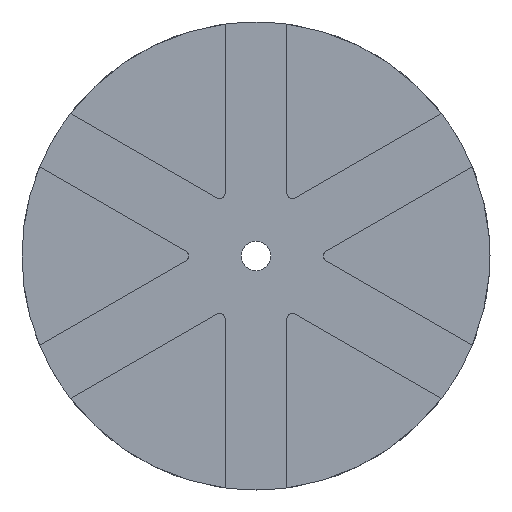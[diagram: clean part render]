
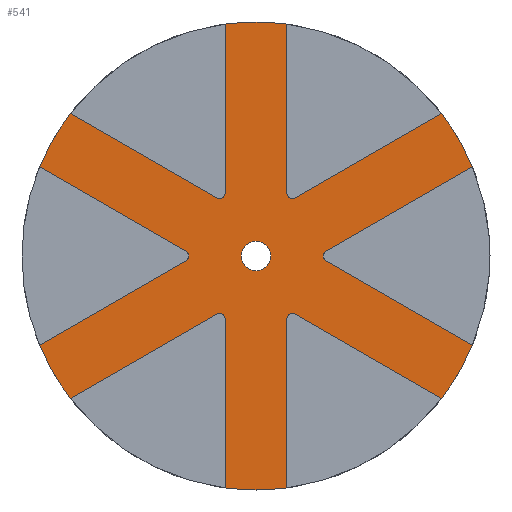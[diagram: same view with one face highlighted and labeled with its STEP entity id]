
A CAD part, front view. The second image highlights one B-rep face of the part: STEP entity #541.
In plain terms, the highlighted planar face has unit normal (0, -1, 0).
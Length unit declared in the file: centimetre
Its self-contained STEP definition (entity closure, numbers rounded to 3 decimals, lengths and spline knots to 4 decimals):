
#15=FACE_BOUND('',#90,.T.);
#35=PLANE('',#602);
#61=FACE_OUTER_BOUND('',#89,.T.);
#89=EDGE_LOOP('',(#450,#451,#452,#453,#454,#455,#456,#457,#458,#459,#460,
#461,#462,#463,#464,#465,#466,#467,#468,#469,#470,#471,#472,#473));
#90=EDGE_LOOP('',(#474));
#99=LINE('',#797,#149);
#105=LINE('',#816,#155);
#111=LINE('',#837,#161);
#117=LINE('',#856,#167);
#123=LINE('',#875,#173);
#129=LINE('',#894,#179);
#132=LINE('',#899,#182);
#134=LINE('',#903,#184);
#136=LINE('',#907,#186);
#138=LINE('',#911,#188);
#140=LINE('',#915,#190);
#142=LINE('',#919,#192);
#149=VECTOR('',#633,1.);
#155=VECTOR('',#651,1.);
#161=VECTOR('',#671,1.);
#167=VECTOR('',#689,1.);
#173=VECTOR('',#707,1.);
#179=VECTOR('',#725,1.);
#182=VECTOR('',#730,1.);
#184=VECTOR('',#734,1.);
#186=VECTOR('',#738,1.);
#188=VECTOR('',#742,1.);
#190=VECTOR('',#746,1.);
#192=VECTOR('',#750,1.);
#196=CIRCLE('',#561,0.1588);
#199=CIRCLE('',#567,0.1588);
#202=CIRCLE('',#573,0.1588);
#206=CIRCLE('',#580,0.1588);
#209=CIRCLE('',#586,0.1588);
#212=CIRCLE('',#592,0.1588);
#214=CIRCLE('',#603,6.35);
#215=CIRCLE('',#604,6.35);
#216=CIRCLE('',#605,6.35);
#217=CIRCLE('',#606,6.35);
#218=CIRCLE('',#607,6.35);
#219=CIRCLE('',#608,6.35);
#220=CIRCLE('',#609,0.3969);
#225=VERTEX_POINT('',#784);
#226=VERTEX_POINT('',#786);
#229=VERTEX_POINT('',#796);
#232=VERTEX_POINT('',#803);
#233=VERTEX_POINT('',#805);
#236=VERTEX_POINT('',#815);
#239=VERTEX_POINT('',#822);
#240=VERTEX_POINT('',#824);
#244=VERTEX_POINT('',#836);
#247=VERTEX_POINT('',#843);
#248=VERTEX_POINT('',#845);
#251=VERTEX_POINT('',#855);
#254=VERTEX_POINT('',#862);
#255=VERTEX_POINT('',#864);
#258=VERTEX_POINT('',#874);
#261=VERTEX_POINT('',#881);
#262=VERTEX_POINT('',#883);
#265=VERTEX_POINT('',#893);
#266=VERTEX_POINT('',#897);
#267=VERTEX_POINT('',#901);
#268=VERTEX_POINT('',#905);
#269=VERTEX_POINT('',#909);
#270=VERTEX_POINT('',#913);
#271=VERTEX_POINT('',#917);
#272=VERTEX_POINT('',#927);
#277=EDGE_CURVE('',#225,#226,#196,.F.);
#282=EDGE_CURVE('',#226,#229,#99,.T.);
#286=EDGE_CURVE('',#232,#233,#199,.F.);
#291=EDGE_CURVE('',#233,#236,#105,.T.);
#295=EDGE_CURVE('',#239,#240,#202,.F.);
#301=EDGE_CURVE('',#240,#244,#111,.T.);
#305=EDGE_CURVE('',#247,#248,#206,.F.);
#310=EDGE_CURVE('',#248,#251,#117,.T.);
#314=EDGE_CURVE('',#254,#255,#209,.F.);
#319=EDGE_CURVE('',#255,#258,#123,.T.);
#323=EDGE_CURVE('',#261,#262,#212,.F.);
#328=EDGE_CURVE('',#262,#265,#129,.T.);
#331=EDGE_CURVE('',#266,#225,#132,.T.);
#333=EDGE_CURVE('',#267,#232,#134,.T.);
#335=EDGE_CURVE('',#268,#239,#136,.T.);
#337=EDGE_CURVE('',#269,#247,#138,.T.);
#339=EDGE_CURVE('',#270,#254,#140,.T.);
#341=EDGE_CURVE('',#271,#261,#142,.T.);
#342=EDGE_CURVE('',#229,#271,#214,.T.);
#343=EDGE_CURVE('',#236,#266,#215,.T.);
#344=EDGE_CURVE('',#244,#267,#216,.T.);
#345=EDGE_CURVE('',#251,#268,#217,.T.);
#346=EDGE_CURVE('',#258,#269,#218,.T.);
#347=EDGE_CURVE('',#265,#270,#219,.T.);
#348=EDGE_CURVE('',#272,#272,#220,.T.);
#450=ORIENTED_EDGE('',*,*,#342,.F.);
#451=ORIENTED_EDGE('',*,*,#282,.F.);
#452=ORIENTED_EDGE('',*,*,#277,.F.);
#453=ORIENTED_EDGE('',*,*,#331,.F.);
#454=ORIENTED_EDGE('',*,*,#343,.F.);
#455=ORIENTED_EDGE('',*,*,#291,.F.);
#456=ORIENTED_EDGE('',*,*,#286,.F.);
#457=ORIENTED_EDGE('',*,*,#333,.F.);
#458=ORIENTED_EDGE('',*,*,#344,.F.);
#459=ORIENTED_EDGE('',*,*,#301,.F.);
#460=ORIENTED_EDGE('',*,*,#295,.F.);
#461=ORIENTED_EDGE('',*,*,#335,.F.);
#462=ORIENTED_EDGE('',*,*,#345,.F.);
#463=ORIENTED_EDGE('',*,*,#310,.F.);
#464=ORIENTED_EDGE('',*,*,#305,.F.);
#465=ORIENTED_EDGE('',*,*,#337,.F.);
#466=ORIENTED_EDGE('',*,*,#346,.F.);
#467=ORIENTED_EDGE('',*,*,#319,.F.);
#468=ORIENTED_EDGE('',*,*,#314,.F.);
#469=ORIENTED_EDGE('',*,*,#339,.F.);
#470=ORIENTED_EDGE('',*,*,#347,.F.);
#471=ORIENTED_EDGE('',*,*,#328,.F.);
#472=ORIENTED_EDGE('',*,*,#323,.F.);
#473=ORIENTED_EDGE('',*,*,#341,.F.);
#474=ORIENTED_EDGE('',*,*,#348,.F.);
#541=ADVANCED_FACE('',(#61,#15),#35,.F.);
#561=AXIS2_PLACEMENT_3D('',#787,#622,#623);
#567=AXIS2_PLACEMENT_3D('',#806,#640,#641);
#573=AXIS2_PLACEMENT_3D('',#825,#658,#659);
#580=AXIS2_PLACEMENT_3D('',#846,#678,#679);
#586=AXIS2_PLACEMENT_3D('',#865,#696,#697);
#592=AXIS2_PLACEMENT_3D('',#884,#714,#715);
#602=AXIS2_PLACEMENT_3D('',#920,#751,#752);
#603=AXIS2_PLACEMENT_3D('',#921,#753,#754);
#604=AXIS2_PLACEMENT_3D('',#922,#755,#756);
#605=AXIS2_PLACEMENT_3D('',#923,#757,#758);
#606=AXIS2_PLACEMENT_3D('',#924,#759,#760);
#607=AXIS2_PLACEMENT_3D('',#925,#761,#762);
#608=AXIS2_PLACEMENT_3D('',#926,#763,#764);
#609=AXIS2_PLACEMENT_3D('',#928,#765,#766);
#622=DIRECTION('center_axis',(0.,1.,0.));
#623=DIRECTION('ref_axis',(-0.5,0.,-0.866));
#633=DIRECTION('',(0.866,0.,0.5));
#640=DIRECTION('center_axis',(0.,1.,0.));
#641=DIRECTION('ref_axis',(0.5,0.,-0.866));
#651=DIRECTION('',(0.,0.,1.));
#658=DIRECTION('center_axis',(0.,1.,0.));
#659=DIRECTION('ref_axis',(1.,0.,0.));
#671=DIRECTION('',(-0.866,0.,0.5));
#678=DIRECTION('center_axis',(0.,1.,0.));
#679=DIRECTION('ref_axis',(0.5,0.,0.866));
#689=DIRECTION('',(-0.866,0.,-0.5));
#696=DIRECTION('center_axis',(0.,1.,0.));
#697=DIRECTION('ref_axis',(-0.5,0.,0.866));
#707=DIRECTION('',(0.,0.,-1.));
#714=DIRECTION('center_axis',(0.,1.,0.));
#715=DIRECTION('ref_axis',(-1.,0.,0.));
#725=DIRECTION('',(0.866,0.,-0.5));
#730=DIRECTION('',(0.,0.,-1.));
#734=DIRECTION('',(0.866,0.,-0.5));
#738=DIRECTION('',(0.866,0.,0.5));
#742=DIRECTION('',(0.,0.,1.));
#746=DIRECTION('',(-0.866,0.,0.5));
#750=DIRECTION('',(-0.866,0.,-0.5));
#751=DIRECTION('center_axis',(0.,1.,0.));
#752=DIRECTION('ref_axis',(1.,0.,0.));
#753=DIRECTION('center_axis',(0.,1.,0.));
#754=DIRECTION('ref_axis',(1.,0.,0.));
#755=DIRECTION('center_axis',(0.,1.,0.));
#756=DIRECTION('ref_axis',(1.,0.,0.));
#757=DIRECTION('center_axis',(0.,1.,0.));
#758=DIRECTION('ref_axis',(1.,0.,0.));
#759=DIRECTION('center_axis',(0.,1.,0.));
#760=DIRECTION('ref_axis',(1.,0.,0.));
#761=DIRECTION('center_axis',(0.,1.,0.));
#762=DIRECTION('ref_axis',(1.,0.,0.));
#763=DIRECTION('center_axis',(0.,1.,0.));
#764=DIRECTION('ref_axis',(1.,0.,0.));
#765=DIRECTION('center_axis',(0.,-1.,0.));
#766=DIRECTION('ref_axis',(1.,0.,0.));
#784=CARTESIAN_POINT('',(0.8334,0.9525,1.7185));
#786=CARTESIAN_POINT('',(1.0716,0.9525,1.581));
#787=CARTESIAN_POINT('Origin',(0.9922,0.9525,1.7185));
#796=CARTESIAN_POINT('',(5.035,0.9525,3.8693));
#797=CARTESIAN_POINT('',(-6.1932,0.9525,-2.6133));
#803=CARTESIAN_POINT('',(-1.0716,0.9525,1.581));
#805=CARTESIAN_POINT('',(-0.8334,0.9525,1.7185));
#806=CARTESIAN_POINT('Origin',(-0.9922,0.9525,1.7185));
#815=CARTESIAN_POINT('',(-0.8334,0.9525,6.2951));
#816=CARTESIAN_POINT('',(-0.8334,0.9525,-6.6701));
#822=CARTESIAN_POINT('',(-1.905,0.9525,-0.1375));
#824=CARTESIAN_POINT('',(-1.905,0.9525,0.1375));
#825=CARTESIAN_POINT('Origin',(-1.9844,0.9525,0.));
#836=CARTESIAN_POINT('',(-5.8684,0.9525,2.4258));
#837=CARTESIAN_POINT('',(5.3598,0.9525,-4.0568));
#843=CARTESIAN_POINT('',(-0.8334,0.9525,-1.7185));
#845=CARTESIAN_POINT('',(-1.0716,0.9525,-1.581));
#846=CARTESIAN_POINT('Origin',(-0.9922,0.9525,-1.7185));
#855=CARTESIAN_POINT('',(-5.035,0.9525,-3.8693));
#856=CARTESIAN_POINT('',(6.1932,0.9525,2.6133));
#862=CARTESIAN_POINT('',(1.0716,0.9525,-1.581));
#864=CARTESIAN_POINT('',(0.8334,0.9525,-1.7185));
#865=CARTESIAN_POINT('Origin',(0.9922,0.9525,-1.7185));
#874=CARTESIAN_POINT('',(0.8334,0.9525,-6.2951));
#875=CARTESIAN_POINT('',(0.8334,0.9525,6.6701));
#881=CARTESIAN_POINT('',(1.905,0.9525,0.1375));
#883=CARTESIAN_POINT('',(1.905,0.9525,-0.1375));
#884=CARTESIAN_POINT('Origin',(1.9844,0.9525,0.));
#893=CARTESIAN_POINT('',(5.8684,0.9525,-2.4258));
#894=CARTESIAN_POINT('',(-5.3598,0.9525,4.0568));
#897=CARTESIAN_POINT('',(0.8334,0.9525,6.2951));
#899=CARTESIAN_POINT('',(0.8334,0.9525,6.6701));
#901=CARTESIAN_POINT('',(-5.035,0.9525,3.8693));
#903=CARTESIAN_POINT('',(-5.3598,0.9525,4.0568));
#905=CARTESIAN_POINT('',(-5.8684,0.9525,-2.4258));
#907=CARTESIAN_POINT('',(-6.1932,0.9525,-2.6133));
#909=CARTESIAN_POINT('',(-0.8334,0.9525,-6.2951));
#911=CARTESIAN_POINT('',(-0.8334,0.9525,-6.6701));
#913=CARTESIAN_POINT('',(5.035,0.9525,-3.8693));
#915=CARTESIAN_POINT('',(5.3598,0.9525,-4.0568));
#917=CARTESIAN_POINT('',(5.8684,0.9525,2.4258));
#919=CARTESIAN_POINT('',(6.1932,0.9525,2.6133));
#920=CARTESIAN_POINT('Origin',(0.,0.9525,0.));
#921=CARTESIAN_POINT('Origin',(0.,0.9525,0.));
#922=CARTESIAN_POINT('Origin',(0.,0.9525,0.));
#923=CARTESIAN_POINT('Origin',(0.,0.9525,0.));
#924=CARTESIAN_POINT('Origin',(0.,0.9525,0.));
#925=CARTESIAN_POINT('Origin',(0.,0.9525,0.));
#926=CARTESIAN_POINT('Origin',(0.,0.9525,0.));
#927=CARTESIAN_POINT('',(-0.3969,0.9525,0.));
#928=CARTESIAN_POINT('Origin',(0.,0.9525,0.));
